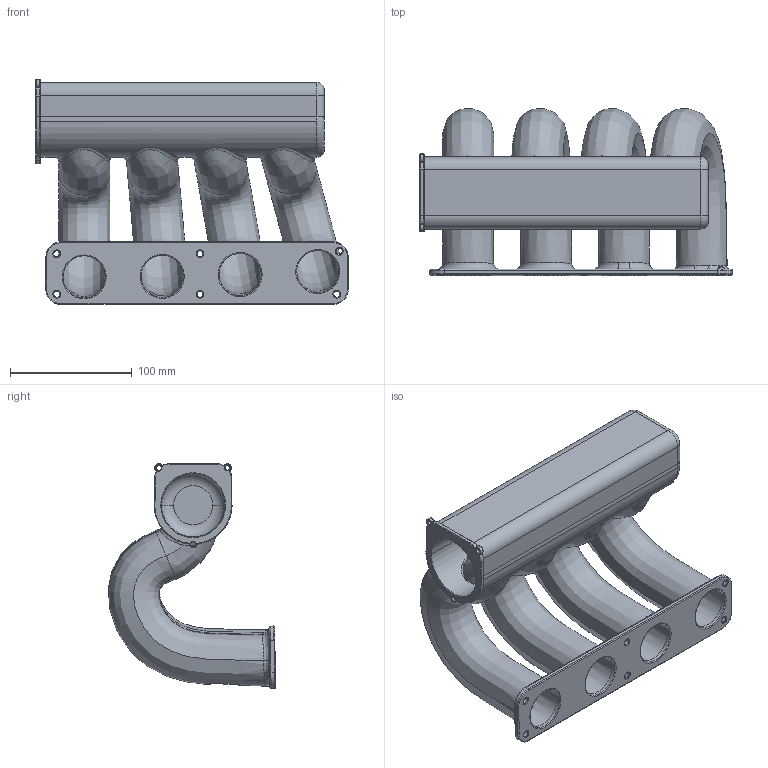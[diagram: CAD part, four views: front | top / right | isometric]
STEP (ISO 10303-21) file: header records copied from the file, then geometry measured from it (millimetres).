
FILE_DESCRIPTION(('CATIA V5 STEP Exchange'),'2;1');
FILE_NAME('inlet manifold ansys step.stp','2016-05-16T22:00:36+00:00',('none'),('none'),'CATIA Version 5 Release 21 GA (IN-10)','CATIA V5 STEP AP203','none');
FILE_SCHEMA(('CONFIG_CONTROL_DESIGN'));
Products named in the file (1): Part2
Bounding box: 256.89 x 137.34 x 184.77 mm (x, y, z)
Volume: 657824.3 mm3; surface area: 305530.7 mm2
Topology: 1 solids, 1 shells, 269 faces, 659 edges, 370 vertices
Faces by surface type: bspline 100, torus 71, cylinder 68, plane 22, extrusion 6, revolution 2
Entity records: 35551 total; most frequent: CARTESIAN_POINT 30280, ORIENTED_EDGE 1294, DIRECTION 666, EDGE_CURVE 647, AXIS2_PLACEMENT_3D 393, VERTEX_POINT 370, EDGE_LOOP 291, B_SPLINE_CURVE_WITH_KNOTS 270
